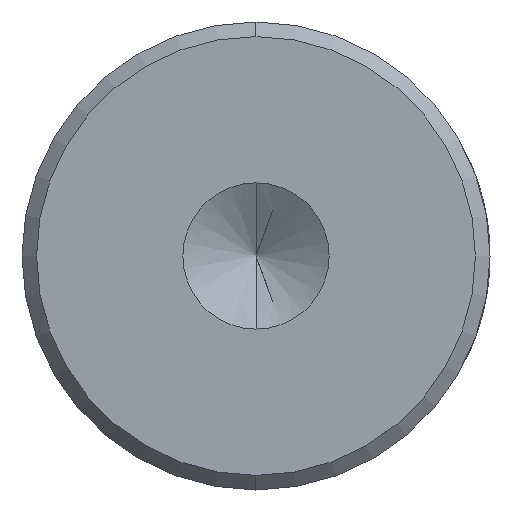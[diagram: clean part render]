
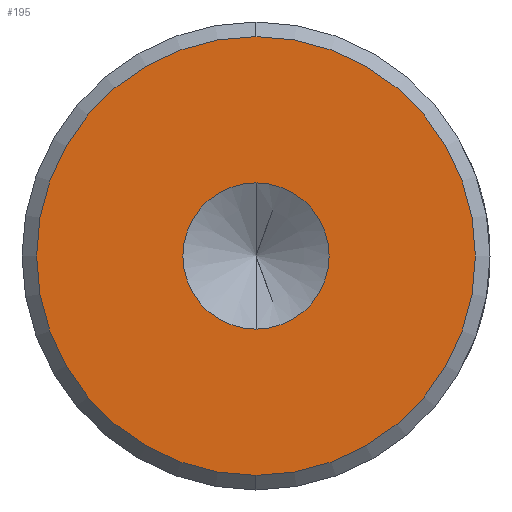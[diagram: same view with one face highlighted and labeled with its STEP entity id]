
A CAD part, left-side view. The second image highlights one B-rep face of the part: STEP entity #195.
In plain terms, the highlighted planar face has unit normal (-1, 0, 0).
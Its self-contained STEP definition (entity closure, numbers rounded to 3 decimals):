
#9 = PLANE ( 'NONE',  #849 ) ;
#32 = CARTESIAN_POINT ( 'NONE',  ( 0., 0., 0. ) ) ;
#52 = DIRECTION ( 'NONE',  ( 0., 0., 1. ) ) ;
#83 = EDGE_CURVE ( 'NONE', #1265, #1233, #689, .T. ) ;
#120 = CIRCLE ( 'NONE', #410, 2.5 ) ;
#132 = DIRECTION ( 'NONE',  ( 0., 0., 1. ) ) ;
#154 = CIRCLE ( 'NONE', #265, 7.501 ) ;
#163 = DIRECTION ( 'NONE',  ( -1., 0., 0. ) ) ;
#195 = ADVANCED_FACE ( 'NONE', ( #642, #905 ), #9, .T. ) ;
#227 = CARTESIAN_POINT ( 'NONE',  ( 0., 0., 0. ) ) ;
#265 = AXIS2_PLACEMENT_3D ( 'NONE', #32, #749, #132 ) ;
#272 = ORIENTED_EDGE ( 'NONE', *, *, #691, .T. ) ;
#293 = CARTESIAN_POINT ( 'NONE',  ( 0., 0., -2.5 ) ) ;
#312 = AXIS2_PLACEMENT_3D ( 'NONE', #591, #1282, #687 ) ;
#329 = CIRCLE ( 'NONE', #312, 2.5 ) ;
#353 = ORIENTED_EDGE ( 'NONE', *, *, #1030, .F. ) ;
#410 = AXIS2_PLACEMENT_3D ( 'NONE', #1139, #556, #1242 ) ;
#495 = CARTESIAN_POINT ( 'NONE',  ( 0., 0., 0. ) ) ;
#498 = CARTESIAN_POINT ( 'NONE',  ( 0., 0., 2.5 ) ) ;
#519 = CARTESIAN_POINT ( 'NONE',  ( 0., 0., 7.501 ) ) ;
#556 = DIRECTION ( 'NONE',  ( -1., 0., 0. ) ) ;
#582 = ORIENTED_EDGE ( 'NONE', *, *, #83, .T. ) ;
#591 = CARTESIAN_POINT ( 'NONE',  ( 0., 0., 0. ) ) ;
#642 = FACE_OUTER_BOUND ( 'NONE', #791, .T. ) ;
#687 = DIRECTION ( 'NONE',  ( 0., 0., 1. ) ) ;
#689 = CIRCLE ( 'NONE', #999, 7.501 ) ;
#691 = EDGE_CURVE ( 'NONE', #1233, #1265, #154, .T. ) ;
#697 = EDGE_CURVE ( 'NONE', #1055, #1047, #120, .T. ) ;
#709 = CARTESIAN_POINT ( 'NONE',  ( 0., 0., -7.501 ) ) ;
#749 = DIRECTION ( 'NONE',  ( -1., 0., 0. ) ) ;
#791 = EDGE_LOOP ( 'NONE', ( #272, #582 ) ) ;
#819 = EDGE_LOOP ( 'NONE', ( #839, #353 ) ) ;
#839 = ORIENTED_EDGE ( 'NONE', *, *, #697, .F. ) ;
#849 = AXIS2_PLACEMENT_3D ( 'NONE', #227, #1220, #921 ) ;
#905 = FACE_BOUND ( 'NONE', #819, .T. ) ;
#921 = DIRECTION ( 'NONE',  ( 0., 0., 1. ) ) ;
#999 = AXIS2_PLACEMENT_3D ( 'NONE', #495, #163, #52 ) ;
#1030 = EDGE_CURVE ( 'NONE', #1047, #1055, #329, .T. ) ;
#1047 = VERTEX_POINT ( 'NONE', #293 ) ;
#1055 = VERTEX_POINT ( 'NONE', #498 ) ;
#1139 = CARTESIAN_POINT ( 'NONE',  ( 0., 0., 0. ) ) ;
#1220 = DIRECTION ( 'NONE',  ( -1., 0., 0. ) ) ;
#1233 = VERTEX_POINT ( 'NONE', #709 ) ;
#1242 = DIRECTION ( 'NONE',  ( 0., 0., 1. ) ) ;
#1265 = VERTEX_POINT ( 'NONE', #519 ) ;
#1282 = DIRECTION ( 'NONE',  ( -1., 0., 0. ) ) ;
